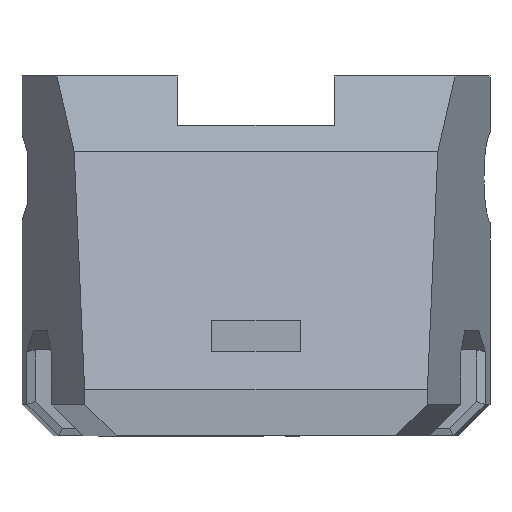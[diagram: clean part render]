
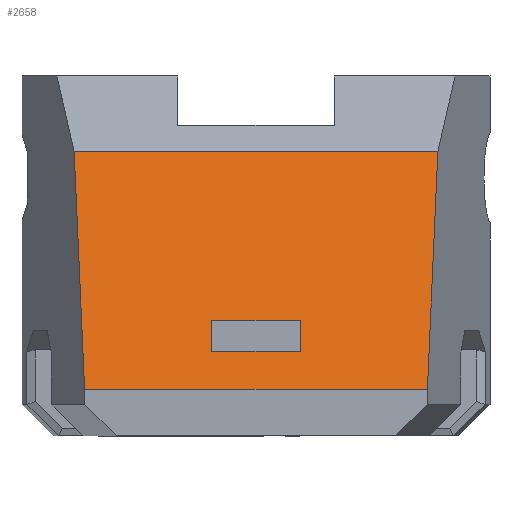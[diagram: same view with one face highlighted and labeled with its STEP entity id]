
A CAD part, front view. The second image highlights one B-rep face of the part: STEP entity #2658.
In plain terms, the highlighted planar face has unit normal (0, -0.97, 0.242).
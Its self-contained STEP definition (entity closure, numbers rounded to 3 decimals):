
#84=FACE_BOUND('',#426,.T.);
#274=FACE_OUTER_BOUND('',#425,.T.);
#425=EDGE_LOOP('',(#2369,#2370,#2371,#2372));
#426=EDGE_LOOP('',(#2373,#2374,#2375,#2376));
#445=LINE('',#3433,#746);
#487=LINE('',#3518,#788);
#523=LINE('',#3591,#824);
#670=LINE('',#4420,#971);
#677=LINE('',#4435,#978);
#690=LINE('',#4467,#991);
#692=LINE('',#4472,#993);
#728=LINE('',#4574,#1029);
#746=VECTOR('',#2843,10.);
#788=VECTOR('',#2903,10.);
#824=VECTOR('',#2961,10.);
#971=VECTOR('',#3204,10.);
#978=VECTOR('',#3221,10.);
#991=VECTOR('',#3258,10.);
#993=VECTOR('',#3264,10.);
#1029=VECTOR('',#3388,10.);
#1046=VERTEX_POINT('',#3430);
#1047=VERTEX_POINT('',#3432);
#1081=VERTEX_POINT('',#3516);
#1107=VERTEX_POINT('',#3590);
#1246=VERTEX_POINT('',#4417);
#1247=VERTEX_POINT('',#4419);
#1250=VERTEX_POINT('',#4434);
#1257=VERTEX_POINT('',#4466);
#1295=EDGE_CURVE('',#1046,#1047,#445,.T.);
#1337=EDGE_CURVE('',#1081,#1046,#487,.T.);
#1374=EDGE_CURVE('',#1047,#1107,#523,.T.);
#1579=EDGE_CURVE('',#1247,#1246,#670,.T.);
#1587=EDGE_CURVE('',#1247,#1250,#677,.T.);
#1603=EDGE_CURVE('',#1246,#1257,#690,.T.);
#1606=EDGE_CURVE('',#1257,#1250,#692,.T.);
#1656=EDGE_CURVE('',#1107,#1081,#728,.T.);
#2369=ORIENTED_EDGE('',*,*,#1295,.F.);
#2370=ORIENTED_EDGE('',*,*,#1337,.F.);
#2371=ORIENTED_EDGE('',*,*,#1656,.F.);
#2372=ORIENTED_EDGE('',*,*,#1374,.F.);
#2373=ORIENTED_EDGE('',*,*,#1606,.T.);
#2374=ORIENTED_EDGE('',*,*,#1587,.F.);
#2375=ORIENTED_EDGE('',*,*,#1579,.T.);
#2376=ORIENTED_EDGE('',*,*,#1603,.T.);
#2519=PLANE('',#2817);
#2658=ADVANCED_FACE('',(#274,#84),#2519,.F.);
#2817=AXIS2_PLACEMENT_3D('',#4573,#3386,#3387);
#2843=DIRECTION('',(1.,0.,0.));
#2903=DIRECTION('',(-0.043,0.242,0.969));
#2961=DIRECTION('',(-0.043,-0.242,-0.969));
#3204=DIRECTION('',(0.,-0.243,-0.97));
#3221=DIRECTION('',(-1.,0.,0.));
#3258=DIRECTION('',(-1.,0.,0.));
#3264=DIRECTION('',(0.,0.243,0.97));
#3386=DIRECTION('center_axis',(0.,0.97,-0.243));
#3387=DIRECTION('ref_axis',(0.,0.243,0.97));
#3388=DIRECTION('',(-1.,0.,0.));
#3430=CARTESIAN_POINT('',(-11.618,-19.713,18.149));
#3432=CARTESIAN_POINT('',(11.618,-19.713,18.149));
#3433=CARTESIAN_POINT('',(0.,-19.713,18.149));
#3516=CARTESIAN_POINT('',(-10.95,-23.5,3.));
#3518=CARTESIAN_POINT('',(-10.999,-23.223,4.11));
#3590=CARTESIAN_POINT('',(10.95,-23.5,3.));
#3591=CARTESIAN_POINT('',(10.878,-23.909,1.363));
#4417=CARTESIAN_POINT('',(2.825,-22.9,5.4));
#4419=CARTESIAN_POINT('',(2.825,-22.4,7.4));
#4420=CARTESIAN_POINT('',(2.825,-22.668,6.329));
#4434=CARTESIAN_POINT('',(-2.825,-22.4,7.4));
#4435=CARTESIAN_POINT('',(0.,-22.4,7.4));
#4466=CARTESIAN_POINT('',(-2.825,-22.9,5.4));
#4467=CARTESIAN_POINT('',(0.,-22.9,5.4));
#4472=CARTESIAN_POINT('',(-2.825,-22.912,5.353));
#4573=CARTESIAN_POINT('Origin',(0.,-23.5,3.));
#4574=CARTESIAN_POINT('',(-5.5,-23.5,3.));
